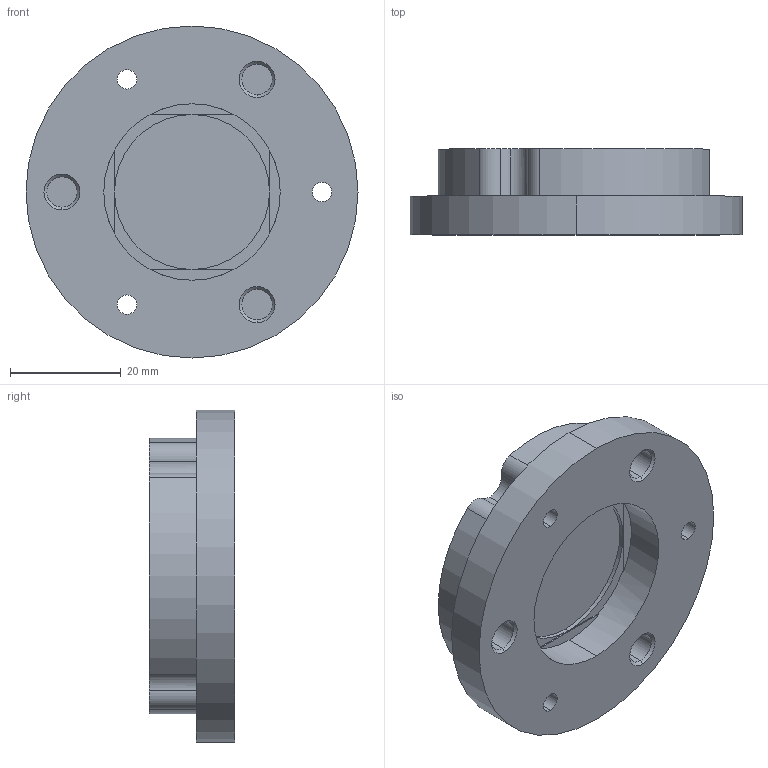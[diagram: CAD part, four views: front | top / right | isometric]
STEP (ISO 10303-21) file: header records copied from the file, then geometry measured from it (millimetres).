
FILE_DESCRIPTION (( 'STEP AP214' ), '1' );
FILE_NAME ('18-1 Output B.STEP', '2025-08-22T18:15:34', ( '' ), ( '' ), 'SwSTEP 2.0', 'SolidWorks 2024', '' );
FILE_SCHEMA (( 'AUTOMOTIVE_DESIGN' ));
Length unit declared in the file: millimetre
Products named in the file (1): 18-1 Output B
Bounding box: 60 x 15.5 x 60 mm (x, y, z)
Volume: 27982.9 mm3; surface area: 10297.9 mm2
Topology: 1 solids, 1 shells, 98 faces, 236 edges, 152 vertices
Faces by surface type: cylinder 55, plane 29, cone 8, bspline 6
Entity records: 4807 total; most frequent: CARTESIAN_POINT 2479, DIRECTION 505, ORIENTED_EDGE 472, EDGE_CURVE 236, AXIS2_PLACEMENT_3D 210, VERTEX_POINT 152, CIRCLE 117, EDGE_LOOP 116
